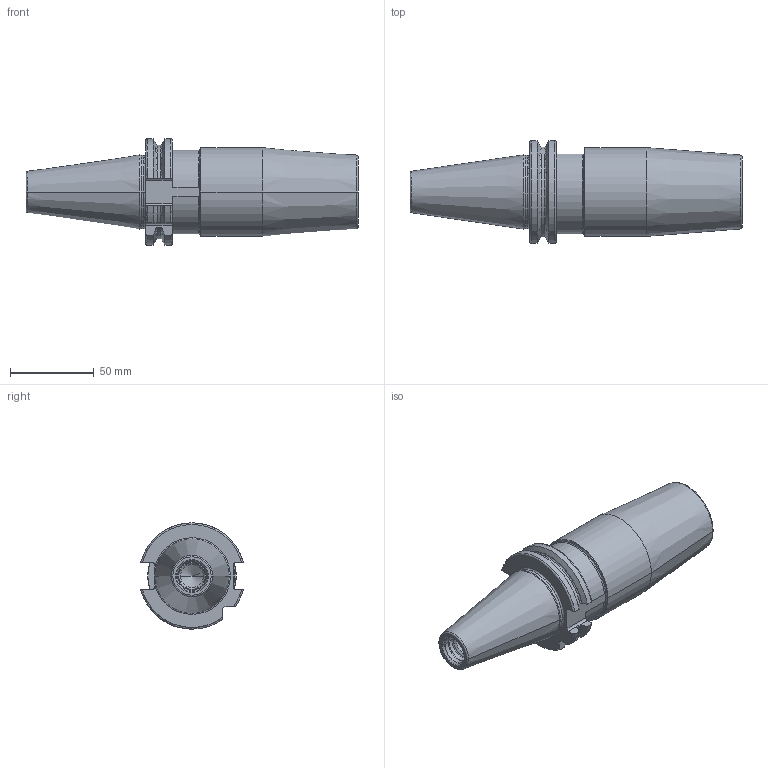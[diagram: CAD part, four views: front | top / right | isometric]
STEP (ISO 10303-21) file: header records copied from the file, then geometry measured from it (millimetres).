
FILE_DESCRIPTION((''),'2;1');
FILE_NAME('40-444-25-3','2011-08-30T',('mei'),(''),'PRO/ENGINEER BY PARAMETRIC TECHNOLOGY CORPORATION, 2010430','PRO/ENGINEER BY PARAMETRIC TECHNOLOGY CORPORATION, 2010430','');
FILE_SCHEMA(('CONFIG_CONTROL_DESIGN'));
Length unit declared in the file: millimetre
Products named in the file (1): 40-444-25-3
Bounding box: 198.25 x 61.42 x 63.51 mm (x, y, z)
Volume: 297192.3 mm3; surface area: 41719.9 mm2
Topology: 1 solids, 2 shells, 107 faces, 272 edges, 169 vertices
Faces by surface type: torus 30, cylinder 30, plane 24, cone 23
Entity records: 3602 total; most frequent: CARTESIAN_POINT 974, DIRECTION 565, ORIENTED_EDGE 536, EDGE_CURVE 270, AXIS2_PLACEMENT_3D 235, VERTEX_POINT 169, CIRCLE 127, EDGE_LOOP 111
